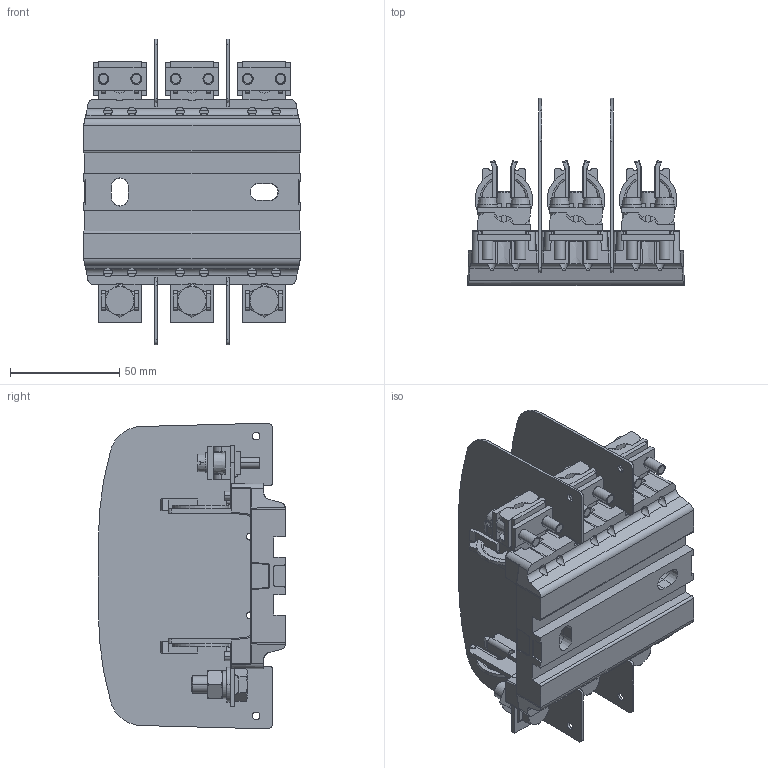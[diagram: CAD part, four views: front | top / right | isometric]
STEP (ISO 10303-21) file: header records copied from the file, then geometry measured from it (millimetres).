
FILE_DESCRIPTION((''),'2;1');
FILE_NAME('WIP_ASM','2023-10-25T08:35:48',('klemen.sitar'),('Audax d.o.o.'),'CREO PARAMETRIC BY PTC INC, 2021304','CREO PARAMETRIC BY PTC INC, 2021304','');
FILE_SCHEMA(('AP242_MANAGED_MODEL_BASED_3D_ENGINEERING_MIM_LF { 1 0 10303 442 1 1 4 }'));
Products named in the file (26): PRT9562_1_1_1; PRT9562_1_2_1; PRT9562_1_3_1; PRT9562_1_ASM_1_ASM; 0000046653_1_1_1; BARRIER_ASM_1_ASM; 0000046520_1_1; 0000046559_1_1; 0000031008_AF0_1_1; 0000031029_1_1; 0000031031_1_1; 0000031032_1_1; 0000031030_1_1; M8_B_ASM_1_ASM; BOT_ASM_1_ASM; 0000046567_1_1_1_1; 0000046566_1_1_1_1; 0000046581_1_1_1_1; 0000046569_1_1_1_1; 0000046568_ASM_1_1_ASM_1_ASM_1_ASM; TOP_ASM_1_ASM; 0000046514_1_1_1_1; BASE_ASM_1_ASM; 004131200_PT_00_M8-M8_3P_ASM_1_ASM; PRT0002; WIP_ASM
Assembly tree (38 placements, depth 5):
  WIP_ASM
    004131200_PT_00_M8-M8_3P_ASM_1_ASM
      PRT9562_1_ASM_1_ASM
        PRT9562_1_1_1
        PRT9562_1_2_1
        PRT9562_1_3_1
      BARRIER_ASM_1_ASM
        0000046653_1_1_1  x2
      BOT_ASM_1_ASM  x3
        0000046520_1_1
        0000046559_1_1
        0000031008_AF0_1_1
        M8_B_ASM_1_ASM
          0000031029_1_1
          0000031031_1_1
          0000031032_1_1
          0000031030_1_1
      TOP_ASM_1_ASM  x3
        0000046520_1_1
        0000046559_1_1
        0000031008_AF0_1_1
        0000046568_ASM_1_1_ASM_1_ASM_1_ASM
          0000046567_1_1_1_1  x2
          0000046566_1_1_1_1
          0000046581_1_1_1_1  x2
          0000046569_1_1_1_1  x2
      BASE_ASM_1_ASM
        0000046514_1_1_1_1
    PRT0002
Bounding box: 99 x 85.7 x 139.88 mm (x, y, z)
Volume: 169240.7 mm3; surface area: 137570.2 mm2
Topology: 66 solids, 131 shells, 4241 faces, 10680 edges, 6495 vertices
Faces by surface type: plane 1801, cylinder 1443, bspline 346, cone 259, torus 223, sphere 165, extrusion 4
Entity records: 145203 total; most frequent: CARTESIAN_POINT 38082, ORIENTED_EDGE 13788, DIRECTION 12803, PRESENTATION_STYLE_ASSIGNMENT 9438, STYLED_ITEM 9438, EDGE_CURVE 6908, CURVE_STYLE 6684, AXIS2_PLACEMENT_3D 4630
